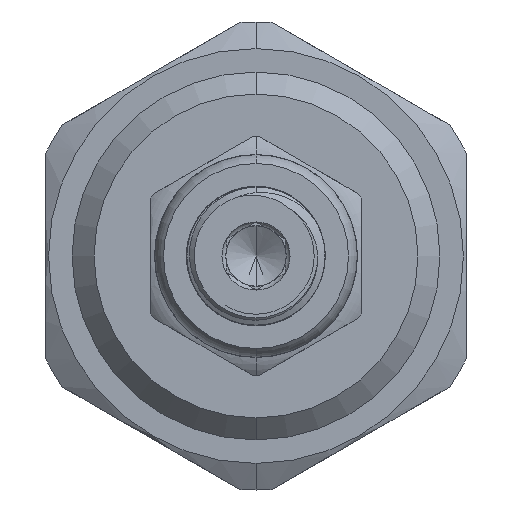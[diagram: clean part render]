
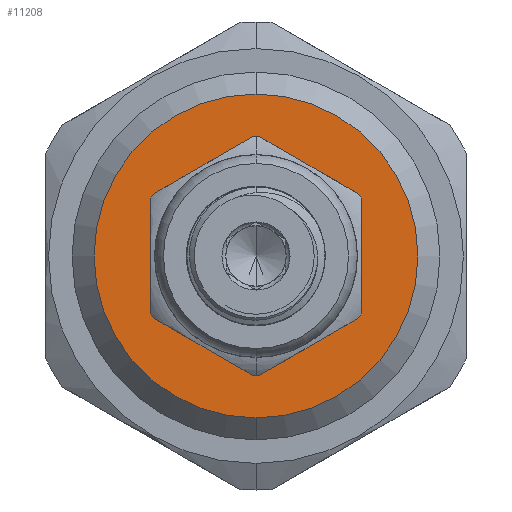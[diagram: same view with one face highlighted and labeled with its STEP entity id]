
A CAD part, left-side view. The second image highlights one B-rep face of the part: STEP entity #11208.
In plain terms, the highlighted planar face has unit normal (-1, 0, 0).
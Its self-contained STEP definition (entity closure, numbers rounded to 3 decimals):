
#394 = VERTEX_POINT ( 'NONE', #13230 ) ;
#817 = ORIENTED_EDGE ( 'NONE', *, *, #13012, .F. ) ;
#1855 = AXIS2_PLACEMENT_3D ( 'NONE', #3635, #16530, #10253 ) ;
#2751 = AXIS2_PLACEMENT_3D ( 'NONE', #10366, #4150, #2954 ) ;
#2756 = FACE_BOUND ( 'NONE', #14905, .T. ) ;
#2954 = DIRECTION ( 'NONE',  ( 0., 0., 1. ) ) ;
#2999 = AXIS2_PLACEMENT_3D ( 'NONE', #7248, #5980, #13701 ) ;
#3131 = VERTEX_POINT ( 'NONE', #6223 ) ;
#3353 = FACE_OUTER_BOUND ( 'NONE', #5530, .T. ) ;
#3612 = EDGE_CURVE ( 'NONE', #394, #3646, #14284, .T. ) ;
#3635 = CARTESIAN_POINT ( 'NONE',  ( 0., 0., 0. ) ) ;
#3646 = VERTEX_POINT ( 'NONE', #14998 ) ;
#4150 = DIRECTION ( 'NONE',  ( -1., 0., 0. ) ) ;
#4167 = EDGE_CURVE ( 'NONE', #3131, #4241, #12074, .T. ) ;
#4241 = VERTEX_POINT ( 'NONE', #8490 ) ;
#5530 = EDGE_LOOP ( 'NONE', ( #5796, #817 ) ) ;
#5705 = CIRCLE ( 'NONE', #1855, 6.875 ) ;
#5796 = ORIENTED_EDGE ( 'NONE', *, *, #4167, .F. ) ;
#5918 = ORIENTED_EDGE ( 'NONE', *, *, #3612, .T. ) ;
#5980 = DIRECTION ( 'NONE',  ( 1., 0., 0. ) ) ;
#6223 = CARTESIAN_POINT ( 'NONE',  ( 0., 0., -11. ) ) ;
#7248 = CARTESIAN_POINT ( 'NONE',  ( 0., 0., 0. ) ) ;
#7491 = CARTESIAN_POINT ( 'NONE',  ( 0., 0., 0. ) ) ;
#8490 = CARTESIAN_POINT ( 'NONE',  ( 0., 0., 11. ) ) ;
#9839 = DIRECTION ( 'NONE',  ( 0., 0., -1. ) ) ;
#10253 = DIRECTION ( 'NONE',  ( 0., 0., -1. ) ) ;
#10366 = CARTESIAN_POINT ( 'NONE',  ( 0., 0., 0. ) ) ;
#11079 = DIRECTION ( 'NONE',  ( 1., 0., 0. ) ) ;
#11208 = ADVANCED_FACE ( 'NONE', ( #2756, #3353 ), #14121, .T. ) ;
#12023 = AXIS2_PLACEMENT_3D ( 'NONE', #12317, #11079, #9839 ) ;
#12074 = CIRCLE ( 'NONE', #2999, 11. ) ;
#12317 = CARTESIAN_POINT ( 'NONE',  ( 0., 0., 0. ) ) ;
#12653 = DIRECTION ( 'NONE',  ( 1., 0., 0. ) ) ;
#13012 = EDGE_CURVE ( 'NONE', #4241, #3131, #13962, .T. ) ;
#13230 = CARTESIAN_POINT ( 'NONE',  ( 0., 0., 6.875 ) ) ;
#13701 = DIRECTION ( 'NONE',  ( 0., 0., -1. ) ) ;
#13933 = DIRECTION ( 'NONE',  ( 0., 0., -1. ) ) ;
#13962 = CIRCLE ( 'NONE', #12023, 11. ) ;
#14121 = PLANE ( 'NONE',  #2751 ) ;
#14284 = CIRCLE ( 'NONE', #15329, 6.875 ) ;
#14499 = ORIENTED_EDGE ( 'NONE', *, *, #15863, .T. ) ;
#14905 = EDGE_LOOP ( 'NONE', ( #5918, #14499 ) ) ;
#14998 = CARTESIAN_POINT ( 'NONE',  ( 0., 0., -6.875 ) ) ;
#15329 = AXIS2_PLACEMENT_3D ( 'NONE', #7491, #12653, #13933 ) ;
#15863 = EDGE_CURVE ( 'NONE', #3646, #394, #5705, .T. ) ;
#16530 = DIRECTION ( 'NONE',  ( 1., 0., 0. ) ) ;
